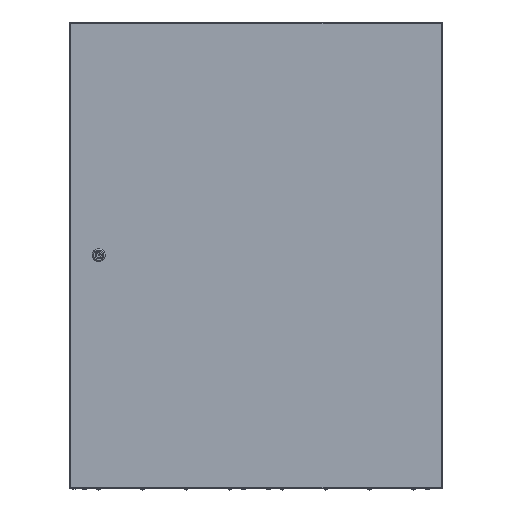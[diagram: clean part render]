
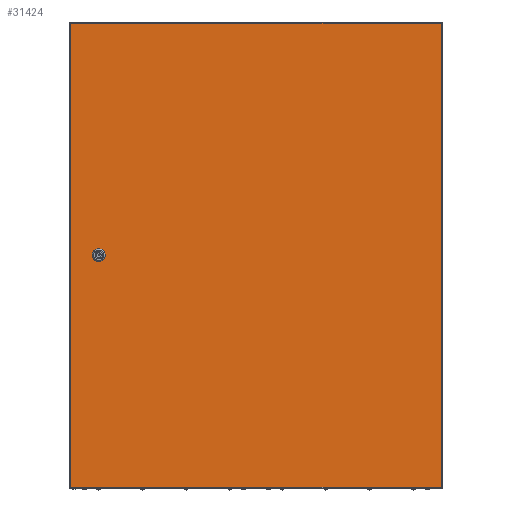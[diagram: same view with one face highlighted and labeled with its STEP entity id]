
A CAD part, top view. The second image highlights one B-rep face of the part: STEP entity #31424.
In plain terms, the highlighted planar face has unit normal (0, 0, 1).
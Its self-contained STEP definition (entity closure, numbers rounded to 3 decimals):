
#251 = EDGE_CURVE ( 'NONE', #9197, #65807, #79715, .T. ) ;
#552 = VERTEX_POINT ( 'NONE', #13687 ) ;
#2888 = CARTESIAN_POINT ( 'NONE',  ( 67.926, 489.95, 17. ) ) ;
#3657 = ORIENTED_EDGE ( 'NONE', *, *, #5602, .F. ) ;
#5335 = CIRCLE ( 'NONE', #72842, 11.25 ) ;
#5548 = LINE ( 'NONE', #42765, #75672 ) ;
#5602 = EDGE_CURVE ( 'NONE', #47843, #74320, #52808, .T. ) ;
#5684 = CARTESIAN_POINT ( 'NONE',  ( 2.87, 997., 17. ) ) ;
#5978 = ORIENTED_EDGE ( 'NONE', *, *, #22963, .F. ) ;
#7595 = LINE ( 'NONE', #70603, #64774 ) ;
#8594 = VERTEX_POINT ( 'NONE', #55549 ) ;
#8950 = EDGE_CURVE ( 'NONE', #8594, #52412, #59674, .T. ) ;
#9197 = VERTEX_POINT ( 'NONE', #18934 ) ;
#9273 = VERTEX_POINT ( 'NONE', #15194 ) ;
#10048 = FACE_BOUND ( 'NONE', #40479, .T. ) ;
#11056 = CARTESIAN_POINT ( 'NONE',  ( 62.87, 500., 17. ) ) ;
#11535 = AXIS2_PLACEMENT_3D ( 'NONE', #32981, #19734, #44978 ) ;
#12293 = LINE ( 'NONE', #5684, #13068 ) ;
#12748 = DIRECTION ( 'NONE',  ( 0., -1., 0. ) ) ;
#13068 = VECTOR ( 'NONE', #54993, 1000. ) ;
#13687 = CARTESIAN_POINT ( 'NONE',  ( 2.87, 3., 17. ) ) ;
#13990 = ORIENTED_EDGE ( 'NONE', *, *, #55800, .T. ) ;
#15038 = DIRECTION ( 'NONE',  ( -1., 0., 0. ) ) ;
#15194 = CARTESIAN_POINT ( 'NONE',  ( 2.87, 997., 17. ) ) ;
#18934 = CARTESIAN_POINT ( 'NONE',  ( 67.926, 510.05, 17. ) ) ;
#19734 = DIRECTION ( 'NONE',  ( 0., 0., 1. ) ) ;
#19870 = VECTOR ( 'NONE', #57218, 1000. ) ;
#22804 = CARTESIAN_POINT ( 'NONE',  ( 52.82, 494.944, 17. ) ) ;
#22963 = EDGE_CURVE ( 'NONE', #74320, #8594, #40863, .T. ) ;
#23281 = DIRECTION ( 'NONE',  ( 1., 0., 0. ) ) ;
#25126 = CARTESIAN_POINT ( 'NONE',  ( 67.926, 489.95, 17. ) ) ;
#28110 = DIRECTION ( 'NONE',  ( 1., 0., 0. ) ) ;
#29065 = ORIENTED_EDGE ( 'NONE', *, *, #8950, .F. ) ;
#30283 = EDGE_LOOP ( 'NONE', ( #80412, #63902, #80038, #13990 ) ) ;
#31424 = ADVANCED_FACE ( 'NONE', ( #10048, #72639 ), #66846, .T. ) ;
#31496 = EDGE_CURVE ( 'NONE', #552, #81449, #80888, .T. ) ;
#31815 = LINE ( 'NONE', #61705, #53841 ) ;
#32804 = DIRECTION ( 'NONE',  ( 0., 1., 0. ) ) ;
#32981 = CARTESIAN_POINT ( 'NONE',  ( 62.87, 500., 17. ) ) ;
#33319 = CARTESIAN_POINT ( 'NONE',  ( 57.814, 510.05, 17. ) ) ;
#33717 = VECTOR ( 'NONE', #15038, 1000. ) ;
#34378 = AXIS2_PLACEMENT_3D ( 'NONE', #60991, #41026, #66446 ) ;
#36983 = VERTEX_POINT ( 'NONE', #66047 ) ;
#37526 = EDGE_CURVE ( 'NONE', #9273, #552, #31815, .T. ) ;
#38864 = ORIENTED_EDGE ( 'NONE', *, *, #251, .F. ) ;
#39465 = CARTESIAN_POINT ( 'NONE',  ( 62.87, 500., 17. ) ) ;
#40242 = CARTESIAN_POINT ( 'NONE',  ( 67.926, 510.05, 17. ) ) ;
#40479 = EDGE_LOOP ( 'NONE', ( #49184, #65905, #74027, #29065, #5978, #3657, #55629, #38864 ) ) ;
#40863 = CIRCLE ( 'NONE', #67513, 11.25 ) ;
#41026 = DIRECTION ( 'NONE',  ( 0., 0., 1. ) ) ;
#42408 = CARTESIAN_POINT ( 'NONE',  ( 52.82, 505.056, 17. ) ) ;
#42765 = CARTESIAN_POINT ( 'NONE',  ( 72.92, 494.944, 17. ) ) ;
#42994 = CARTESIAN_POINT ( 'NONE',  ( 52.82, 494.944, 17. ) ) ;
#43581 = DIRECTION ( 'NONE',  ( 0., 1., 0. ) ) ;
#44899 = VECTOR ( 'NONE', #28110, 1000. ) ;
#44978 = DIRECTION ( 'NONE',  ( 1., 0., 0. ) ) ;
#47241 = CIRCLE ( 'NONE', #11535, 11.25 ) ;
#47843 = VERTEX_POINT ( 'NONE', #42408 ) ;
#49026 = CIRCLE ( 'NONE', #68972, 11.25 ) ;
#49184 = ORIENTED_EDGE ( 'NONE', *, *, #70083, .F. ) ;
#49995 = CARTESIAN_POINT ( 'NONE',  ( 796.87, 3., 17. ) ) ;
#51540 = DIRECTION ( 'NONE',  ( 1., 0., 0. ) ) ;
#52412 = VERTEX_POINT ( 'NONE', #25126 ) ;
#52808 = LINE ( 'NONE', #22804, #74888 ) ;
#53232 = CARTESIAN_POINT ( 'NONE',  ( 72.92, 494.944, 17. ) ) ;
#53658 = EDGE_CURVE ( 'NONE', #81449, #69325, #7595, .T. ) ;
#53841 = VECTOR ( 'NONE', #12748, 1000. ) ;
#54993 = DIRECTION ( 'NONE',  ( -1., 0., 0. ) ) ;
#55549 = CARTESIAN_POINT ( 'NONE',  ( 57.814, 489.95, 17. ) ) ;
#55629 = ORIENTED_EDGE ( 'NONE', *, *, #80223, .F. ) ;
#55800 = EDGE_CURVE ( 'NONE', #69325, #9273, #12293, .T. ) ;
#57218 = DIRECTION ( 'NONE',  ( 1., 0., 0. ) ) ;
#59674 = LINE ( 'NONE', #2888, #44899 ) ;
#60664 = CARTESIAN_POINT ( 'NONE',  ( 796.87, 997., 17. ) ) ;
#60991 = CARTESIAN_POINT ( 'NONE',  ( 0., 0., 17. ) ) ;
#61705 = CARTESIAN_POINT ( 'NONE',  ( 2.87, 997., 17. ) ) ;
#62012 = DIRECTION ( 'NONE',  ( 1., 0., 0. ) ) ;
#62697 = CARTESIAN_POINT ( 'NONE',  ( 62.87, 500., 17. ) ) ;
#63902 = ORIENTED_EDGE ( 'NONE', *, *, #31496, .T. ) ;
#64774 = VECTOR ( 'NONE', #32804, 1000. ) ;
#64892 = DIRECTION ( 'NONE',  ( 0., 0., 1. ) ) ;
#64912 = EDGE_CURVE ( 'NONE', #52412, #77131, #49026, .T. ) ;
#65254 = EDGE_CURVE ( 'NONE', #77131, #36983, #5548, .T. ) ;
#65807 = VERTEX_POINT ( 'NONE', #33319 ) ;
#65905 = ORIENTED_EDGE ( 'NONE', *, *, #65254, .F. ) ;
#66047 = CARTESIAN_POINT ( 'NONE',  ( 72.92, 505.056, 17. ) ) ;
#66446 = DIRECTION ( 'NONE',  ( 1., 0., 0. ) ) ;
#66846 = PLANE ( 'NONE',  #34378 ) ;
#67513 = AXIS2_PLACEMENT_3D ( 'NONE', #62697, #80133, #23281 ) ;
#68972 = AXIS2_PLACEMENT_3D ( 'NONE', #11056, #81113, #62012 ) ;
#69325 = VERTEX_POINT ( 'NONE', #60664 ) ;
#70083 = EDGE_CURVE ( 'NONE', #36983, #9197, #47241, .T. ) ;
#70603 = CARTESIAN_POINT ( 'NONE',  ( 796.87, 997., 17. ) ) ;
#72639 = FACE_OUTER_BOUND ( 'NONE', #30283, .T. ) ;
#72842 = AXIS2_PLACEMENT_3D ( 'NONE', #39465, #64892, #51540 ) ;
#74027 = ORIENTED_EDGE ( 'NONE', *, *, #64912, .F. ) ;
#74320 = VERTEX_POINT ( 'NONE', #42994 ) ;
#74888 = VECTOR ( 'NONE', #78134, 1000. ) ;
#75672 = VECTOR ( 'NONE', #43581, 1000. ) ;
#77131 = VERTEX_POINT ( 'NONE', #53232 ) ;
#78134 = DIRECTION ( 'NONE',  ( 0., -1., 0. ) ) ;
#79715 = LINE ( 'NONE', #40242, #33717 ) ;
#80038 = ORIENTED_EDGE ( 'NONE', *, *, #53658, .T. ) ;
#80133 = DIRECTION ( 'NONE',  ( 0., 0., 1. ) ) ;
#80223 = EDGE_CURVE ( 'NONE', #65807, #47843, #5335, .T. ) ;
#80412 = ORIENTED_EDGE ( 'NONE', *, *, #37526, .T. ) ;
#80888 = LINE ( 'NONE', #81718, #19870 ) ;
#81113 = DIRECTION ( 'NONE',  ( 0., 0., 1. ) ) ;
#81449 = VERTEX_POINT ( 'NONE', #49995 ) ;
#81718 = CARTESIAN_POINT ( 'NONE',  ( 2.87, 3., 17. ) ) ;
